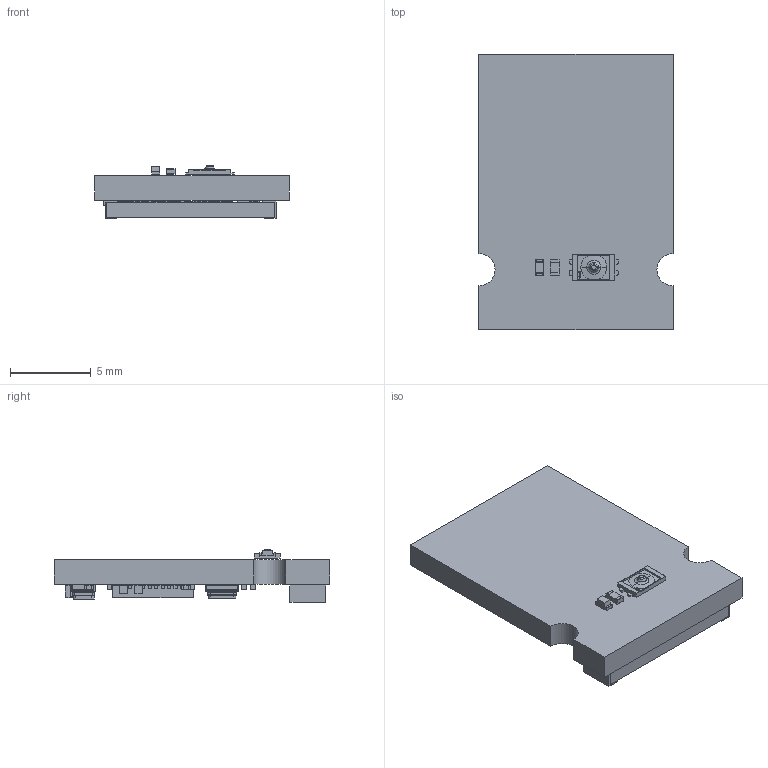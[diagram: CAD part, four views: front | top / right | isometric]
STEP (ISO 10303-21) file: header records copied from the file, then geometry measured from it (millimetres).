
FILE_DESCRIPTION(('KiCad electronic assembly'),'2;1');
FILE_NAME('pcb.step','2025-11-23T21:04:01',('Pcbnew'),('Kicad'), 'Open CASCADE STEP processor 7.9','KiCad to STEP converter','Unknown' );
FILE_SCHEMA(('AUTOMOTIVE_DESIGN { 1 0 10303 214 1 1 1 1 }'));
Length unit declared in the file: millimetre
Products named in the file (13): pcb 1; L_0201_0603Metric; C_0201_0603Metric; AN9520-245; C_0402_1005Metric; Crystal_SMD_3215-2Pin_3.2x1.5mm; C_0603_1608Metric; SKTAAAE010; LED_0402_1005Metric; Crystal_SMD_2520-4Pin_2.5x2.0mm; R_0402_1005Metric; QFN-40-1EP_5x5mm_P0.4mm_EP3.6x3.6mm; dongle_PCB
Assembly tree (25 placements, depth 2):
  pcb 1
    L_0201_0603Metric  x2
    C_0201_0603Metric  x10
    AN9520-245
    C_0402_1005Metric  x2
    Crystal_SMD_3215-2Pin_3.2x1.5mm
    C_0603_1608Metric  x3
    SKTAAAE010
    LED_0402_1005Metric
    Crystal_SMD_2520-4Pin_2.5x2.0mm
    R_0402_1005Metric
    QFN-40-1EP_5x5mm_P0.4mm_EP3.6x3.6mm
    dongle_PCB
Bounding box: 12 x 17 x 3.27 mm (x, y, z)
Volume: 357.8 mm3; surface area: 738.7 mm2
Topology: 27 solids, 27 shells, 1642 faces, 4339 edges, 2828 vertices
Faces by surface type: plane 903, cylinder 403, bspline 256, torus 76, cone 4
Full cylindrical faces by diameter (mm): 0.5 x1
Entity records: 52828 total; most frequent: CARTESIAN_POINT 12146, ORIENTED_EDGE 6806, DIRECTION 5462, EDGE_CURVE 3403, VERTEX_POINT 2204, LINE 2186, VECTOR 2186, AXIS2_PLACEMENT_3D 1638
